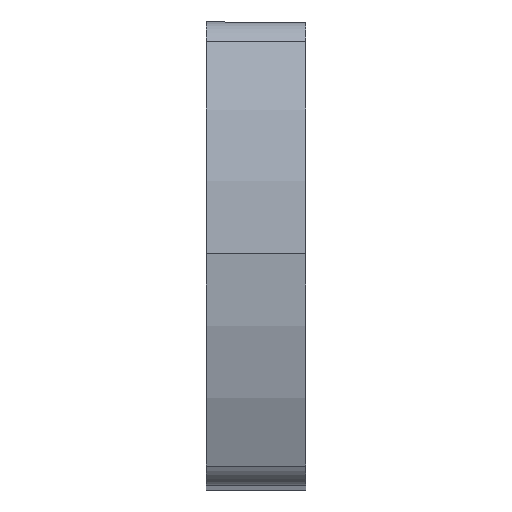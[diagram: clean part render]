
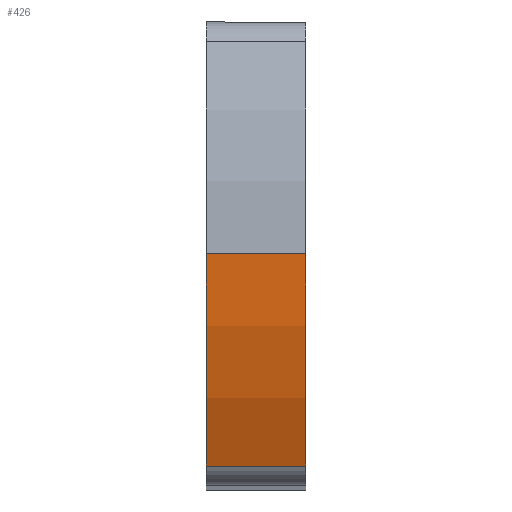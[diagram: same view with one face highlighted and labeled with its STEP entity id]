
A CAD part, top view. The second image highlights one B-rep face of the part: STEP entity #426.
In plain terms, the highlighted cylindrical face has radius 50.165 mm (diameter 100.33 mm), a partial arc.
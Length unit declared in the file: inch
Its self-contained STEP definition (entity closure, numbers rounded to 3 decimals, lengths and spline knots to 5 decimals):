
#25 = FACE_OUTER_BOUND ( 'NONE', #787, .T. ) ;
#38 = VERTEX_POINT ( 'NONE', #499 ) ;
#150 = EDGE_CURVE ( 'NONE', #1320, #838, #1390, .T. ) ;
#177 = CARTESIAN_POINT ( 'NONE',  ( 1.96592, 1.25, 1.975 ) ) ;
#194 = DIRECTION ( 'NONE',  ( -1., 0., 0. ) ) ;
#196 = EDGE_CURVE ( 'NONE', #1381, #38, #1167, .T. ) ;
#249 = CYLINDRICAL_SURFACE ( 'NONE', #881, 1.975 ) ;
#269 = ORIENTED_EDGE ( 'NONE', *, *, #196, .T. ) ;
#301 = CARTESIAN_POINT ( 'NONE',  ( 0.1875, 1.25, 0. ) ) ;
#362 = CARTESIAN_POINT ( 'NONE',  ( 1.96592, 1.25, 0. ) ) ;
#367 = CIRCLE ( 'NONE', #417, 1.975 ) ;
#417 = AXIS2_PLACEMENT_3D ( 'NONE', #301, #967, #1187 ) ;
#426 = ADVANCED_FACE ( 'NONE', ( #25 ), #249, .T. ) ;
#499 = CARTESIAN_POINT ( 'NONE',  ( -0.1875, 1.25, 1.975 ) ) ;
#507 = DIRECTION ( 'NONE',  ( 1., 0., 0. ) ) ;
#538 = CARTESIAN_POINT ( 'NONE',  ( 0.1875, 1.25, 1.975 ) ) ;
#615 = CARTESIAN_POINT ( 'NONE',  ( 1.96592, 0.44932, 1.80542 ) ) ;
#744 = EDGE_CURVE ( 'NONE', #1320, #38, #1008, .T. ) ;
#776 = AXIS2_PLACEMENT_3D ( 'NONE', #813, #1140, #1117 ) ;
#787 = EDGE_LOOP ( 'NONE', ( #845, #269, #843, #1350 ) ) ;
#813 = CARTESIAN_POINT ( 'NONE',  ( -0.1875, 1.25, 0. ) ) ;
#838 = VERTEX_POINT ( 'NONE', #1156 ) ;
#843 = ORIENTED_EDGE ( 'NONE', *, *, #744, .F. ) ;
#845 = ORIENTED_EDGE ( 'NONE', *, *, #1110, .T. ) ;
#876 = VECTOR ( 'NONE', #507, 39.37008 ) ;
#881 = AXIS2_PLACEMENT_3D ( 'NONE', #362, #930, #1126 ) ;
#930 = DIRECTION ( 'NONE',  ( -1., 0., 0. ) ) ;
#967 = DIRECTION ( 'NONE',  ( -1., 0., 0. ) ) ;
#1008 = CIRCLE ( 'NONE', #776, 1.975 ) ;
#1110 = EDGE_CURVE ( 'NONE', #838, #1381, #367, .T. ) ;
#1117 = DIRECTION ( 'NONE',  ( 0., 0., -1. ) ) ;
#1126 = DIRECTION ( 'NONE',  ( 0., 0., 1. ) ) ;
#1140 = DIRECTION ( 'NONE',  ( -1., 0., 0. ) ) ;
#1156 = CARTESIAN_POINT ( 'NONE',  ( 0.1875, 0.44932, 1.80542 ) ) ;
#1167 = LINE ( 'NONE', #177, #1434 ) ;
#1187 = DIRECTION ( 'NONE',  ( 0., 0., -1. ) ) ;
#1320 = VERTEX_POINT ( 'NONE', #1365 ) ;
#1350 = ORIENTED_EDGE ( 'NONE', *, *, #150, .T. ) ;
#1365 = CARTESIAN_POINT ( 'NONE',  ( -0.1875, 0.44932, 1.80542 ) ) ;
#1381 = VERTEX_POINT ( 'NONE', #538 ) ;
#1390 = LINE ( 'NONE', #615, #876 ) ;
#1434 = VECTOR ( 'NONE', #194, 39.37008 ) ;
